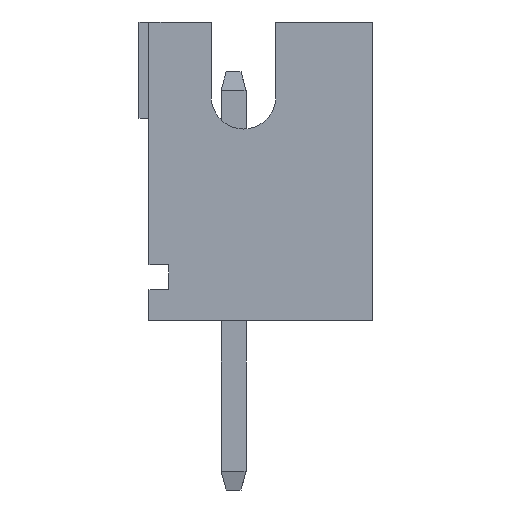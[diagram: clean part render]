
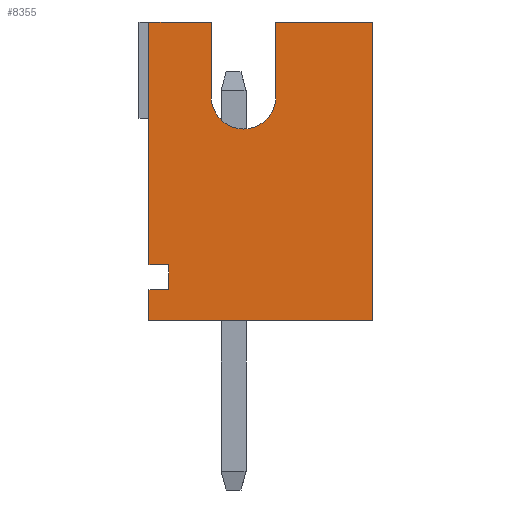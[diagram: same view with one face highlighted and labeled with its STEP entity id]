
A CAD part, left-side view. The second image highlights one B-rep face of the part: STEP entity #8355.
In plain terms, the highlighted planar face has unit normal (-1, 0, 0).
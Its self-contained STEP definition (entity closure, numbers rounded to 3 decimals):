
#19=CIRCLE('',#8795,0.65);
#301=FACE_OUTER_BOUND('',#780,.T.);
#780=EDGE_LOOP('',(#6382,#6383,#6384,#6385,#6386,#6387,#6388,#6389,#6390,
#6391,#6392,#6393));
#1238=LINE('',#11537,#2344);
#1302=LINE('',#11668,#2408);
#1623=LINE('',#12310,#2729);
#1659=LINE('',#12384,#2765);
#1660=LINE('',#12387,#2766);
#1676=LINE('',#12418,#2782);
#1678=LINE('',#12423,#2784);
#1685=LINE('',#12439,#2791);
#1687=LINE('',#12442,#2793);
#1689=LINE('',#12446,#2795);
#1734=LINE('',#12537,#2840);
#2344=VECTOR('',#9461,6.);
#2408=VECTOR('',#9539,4.875);
#2729=VECTOR('',#10062,1.25);
#2765=VECTOR('',#10132,1.95);
#2766=VECTOR('',#10135,4.5);
#2782=VECTOR('',#10169,1.5);
#2784=VECTOR('',#10173,1.5);
#2791=VECTOR('',#10194,0.5);
#2793=VECTOR('',#10198,0.4);
#2795=VECTOR('',#10202,0.4);
#2840=VECTOR('',#10251,0.625);
#3367=VERTEX_POINT('',#11534);
#3368=VERTEX_POINT('',#11536);
#3427=VERTEX_POINT('',#11665);
#3428=VERTEX_POINT('',#11667);
#3648=VERTEX_POINT('',#12309);
#3669=VERTEX_POINT('',#12382);
#3670=VERTEX_POINT('',#12386);
#3676=VERTEX_POINT('',#12416);
#3678=VERTEX_POINT('',#12422);
#3679=VERTEX_POINT('',#12436);
#3680=VERTEX_POINT('',#12438);
#3681=VERTEX_POINT('',#12444);
#4161=EDGE_CURVE('',#3368,#3367,#1238,.T.);
#4225=EDGE_CURVE('',#3427,#3428,#1302,.T.);
#4546=EDGE_CURVE('',#3428,#3648,#1623,.T.);
#4584=EDGE_CURVE('',#3669,#3367,#1659,.T.);
#4585=EDGE_CURVE('',#3670,#3368,#1660,.T.);
#4601=EDGE_CURVE('',#3669,#3676,#1676,.T.);
#4603=EDGE_CURVE('',#3678,#3648,#1678,.T.);
#4606=EDGE_CURVE('',#3676,#3678,#19,.T.);
#4612=EDGE_CURVE('',#3680,#3679,#1685,.T.);
#4614=EDGE_CURVE('',#3427,#3680,#1687,.T.);
#4616=EDGE_CURVE('',#3679,#3681,#1689,.T.);
#4661=EDGE_CURVE('',#3670,#3681,#1734,.T.);
#6382=ORIENTED_EDGE('',*,*,#4603,.T.);
#6383=ORIENTED_EDGE('',*,*,#4546,.F.);
#6384=ORIENTED_EDGE('',*,*,#4225,.F.);
#6385=ORIENTED_EDGE('',*,*,#4614,.T.);
#6386=ORIENTED_EDGE('',*,*,#4612,.T.);
#6387=ORIENTED_EDGE('',*,*,#4616,.T.);
#6388=ORIENTED_EDGE('',*,*,#4661,.F.);
#6389=ORIENTED_EDGE('',*,*,#4585,.T.);
#6390=ORIENTED_EDGE('',*,*,#4161,.T.);
#6391=ORIENTED_EDGE('',*,*,#4584,.F.);
#6392=ORIENTED_EDGE('',*,*,#4601,.T.);
#6393=ORIENTED_EDGE('',*,*,#4606,.T.);
#7474=PLANE('',#8803);
#8355=ADVANCED_FACE('',(#301),#7474,.T.);
#8795=AXIS2_PLACEMENT_3D('',#12427,#10179,#10180);
#8803=AXIS2_PLACEMENT_3D('',#12536,#10249,#10250);
#9461=DIRECTION('',(0.,0.,1.));
#9539=DIRECTION('',(0.,0.,1.));
#10062=DIRECTION('',(0.,-1.,0.));
#10132=DIRECTION('',(0.,-1.,0.));
#10135=DIRECTION('',(0.,-1.,0.));
#10169=DIRECTION('',(0.,0.,-1.));
#10173=DIRECTION('',(0.,0.,1.));
#10179=DIRECTION('center_axis',(1.,0.,0.));
#10180=DIRECTION('ref_axis',(0.,-1.,0.));
#10194=DIRECTION('',(0.,0.,-1.));
#10198=DIRECTION('',(0.,-1.,0.));
#10202=DIRECTION('',(0.,1.,0.));
#10249=DIRECTION('center_axis',(-1.,0.,0.));
#10250=DIRECTION('ref_axis',(0.,-1.,0.));
#10251=DIRECTION('',(0.,0.,1.));
#11534=CARTESIAN_POINT('',(-11.95,-2.8,6.));
#11536=CARTESIAN_POINT('',(-11.95,-2.8,0.));
#11537=CARTESIAN_POINT('',(-11.95,-2.8,0.225));
#11665=CARTESIAN_POINT('',(-11.95,1.7,1.125));
#11667=CARTESIAN_POINT('',(-11.95,1.7,6.));
#11668=CARTESIAN_POINT('',(-11.95,1.7,0.3));
#12309=CARTESIAN_POINT('',(-11.95,0.45,6.));
#12310=CARTESIAN_POINT('',(-11.95,1.7,6.));
#12382=CARTESIAN_POINT('',(-11.95,-0.85,6.));
#12384=CARTESIAN_POINT('',(-11.95,1.7,6.));
#12386=CARTESIAN_POINT('',(-11.95,1.7,0.));
#12387=CARTESIAN_POINT('',(-11.95,1.7,0.));
#12416=CARTESIAN_POINT('',(-11.95,-0.85,4.5));
#12418=CARTESIAN_POINT('',(-11.95,-0.85,3.15));
#12422=CARTESIAN_POINT('',(-11.95,0.45,4.5));
#12423=CARTESIAN_POINT('',(-11.95,0.45,2.4));
#12427=CARTESIAN_POINT('Origin',(-11.95,-0.2,4.5));
#12436=CARTESIAN_POINT('',(-11.95,1.3,0.625));
#12438=CARTESIAN_POINT('',(-11.95,1.3,1.125));
#12439=CARTESIAN_POINT('',(-11.95,1.3,0.713));
#12442=CARTESIAN_POINT('',(-11.95,1.7,1.125));
#12444=CARTESIAN_POINT('',(-11.95,1.7,0.625));
#12446=CARTESIAN_POINT('',(-11.95,1.5,0.625));
#12536=CARTESIAN_POINT('Origin',(-11.95,1.7,0.3));
#12537=CARTESIAN_POINT('',(-11.95,1.7,0.));
